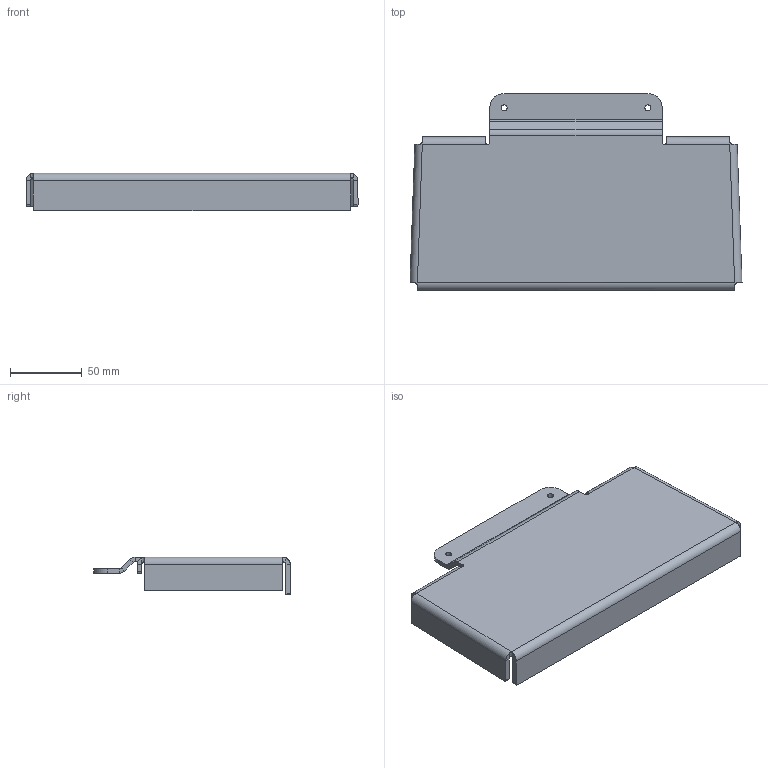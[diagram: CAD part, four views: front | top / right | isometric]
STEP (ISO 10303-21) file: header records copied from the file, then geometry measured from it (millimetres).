
FILE_DESCRIPTION (( 'STEP AP214' ), '1' );
FILE_NAME ('Case - Thick.STEP', '2015-01-21T15:17:41', ( '' ), ( '' ), 'SwSTEP 2.0', 'SolidWorks 2014', '' );
FILE_SCHEMA (( 'AUTOMOTIVE_DESIGN' ));
Length unit declared in the file: millimetre
Products named in the file (1): Case - Thick
Bounding box: 231.01 x 136.98 x 26.07 mm (x, y, z)
Volume: 117196.3 mm3; surface area: 76701.1 mm2
Topology: 1 solids, 1 shells, 90 faces, 222 edges, 134 vertices
Faces by surface type: plane 50, cylinder 36, bspline 4
Entity records: 2942 total; most frequent: CARTESIAN_POINT 827, ORIENTED_EDGE 444, DIRECTION 422, EDGE_CURVE 222, AXIS2_PLACEMENT_3D 147, VERTEX_POINT 134, VECTOR 128, LINE 128
